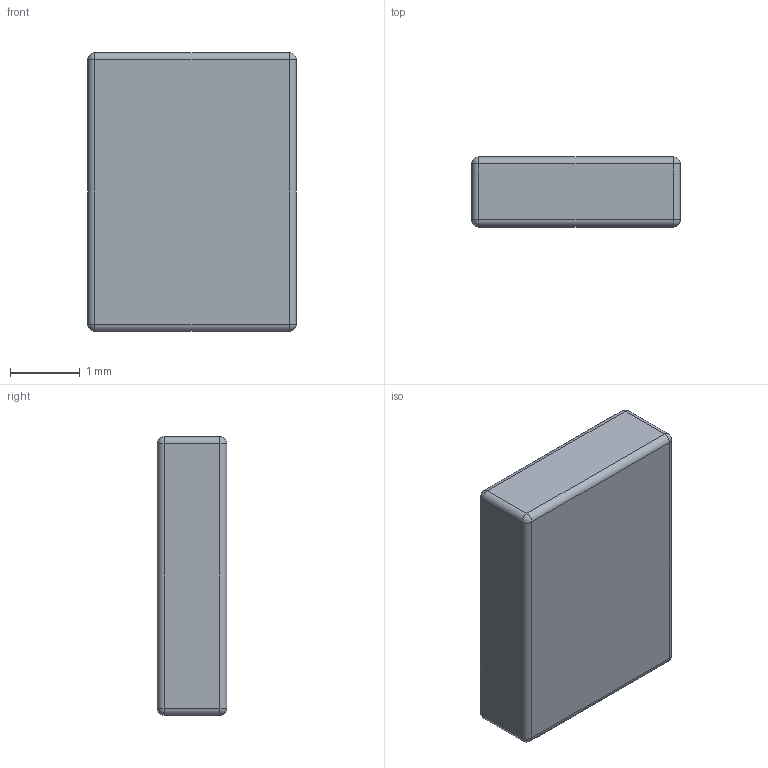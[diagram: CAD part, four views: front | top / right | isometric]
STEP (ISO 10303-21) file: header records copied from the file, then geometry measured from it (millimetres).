
FILE_DESCRIPTION(/* description */ (''),/* implementation_level */ '2;1');
FILE_NAME(/* name */ 'SPK0641HT4H.step',/* time_stamp */ '2024-02-05T20:26:01+01:00',/* author */ (''),/* organization */ (''),/* preprocessor_version */ 'ST-DEVELOPER v20',/* originating_system */ 'Autodesk Translation Framework v12.14.0.127',/* authorisation */ '');
FILE_SCHEMA (('AUTOMOTIVE_DESIGN { 1 0 10303 214 3 1 1 }'));
Length unit declared in the file: millimetre
Products named in the file (1): mic
Bounding box: 3 x 1 x 4 mm (x, y, z)
Volume: 11.9 mm3; surface area: 37 mm2
Topology: 1 solids, 1 shells, 29 faces, 54 edges, 28 vertices
Faces by surface type: cylinder 13, sphere 8, plane 7, torus 1
Full cylindrical faces by diameter (mm): 0.25 x1
Entity records: 754 total; most frequent: DIRECTION 143, CARTESIAN_POINT 112, ORIENTED_EDGE 108, AXIS2_PLACEMENT_3D 59, EDGE_CURVE 54, EDGE_LOOP 30, FACE_OUTER_BOUND 29, CIRCLE 29
